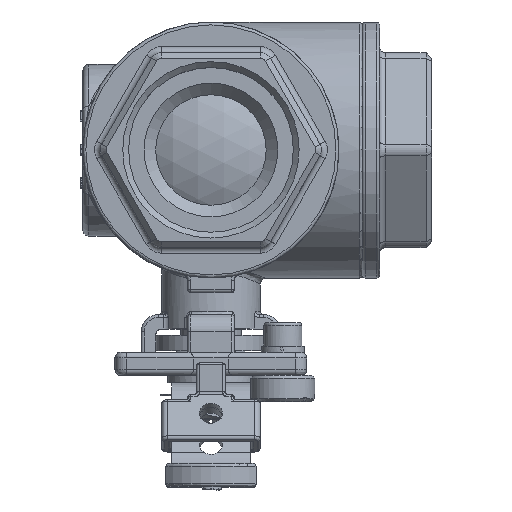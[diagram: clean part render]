
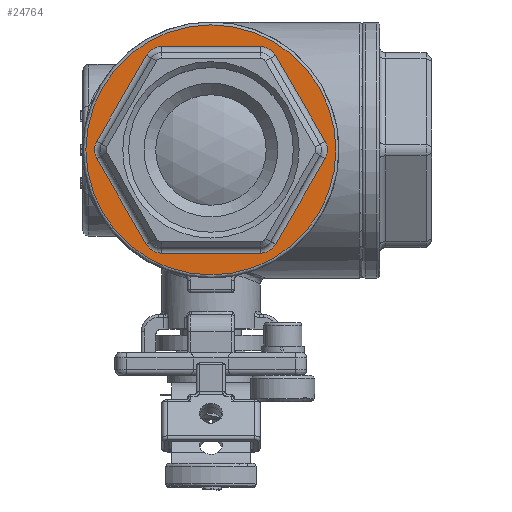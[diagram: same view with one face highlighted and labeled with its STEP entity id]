
A CAD part, top view. The second image highlights one B-rep face of the part: STEP entity #24764.
In plain terms, the highlighted planar face has unit normal (0, 0, 1).
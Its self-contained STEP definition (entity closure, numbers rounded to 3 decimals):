
#1792=LINE('',#46719,#3599);
#1793=LINE('',#46723,#3600);
#1794=LINE('',#46727,#3601);
#1795=LINE('',#46731,#3602);
#1796=LINE('',#46735,#3603);
#1797=LINE('',#46738,#3604);
#3599=VECTOR('',#30591,34.064);
#3600=VECTOR('',#30594,34.064);
#3601=VECTOR('',#30597,34.064);
#3602=VECTOR('',#30600,34.064);
#3603=VECTOR('',#30603,34.064);
#3604=VECTOR('',#30606,34.064);
#5641=FACE_BOUND('',#8378,.T.);
#6860=FACE_OUTER_BOUND('',#8377,.T.);
#8377=EDGE_LOOP('',(#20730));
#8378=EDGE_LOOP('',(#20731,#20732,#20733,#20734,#20735,#20736,#20737,#20738,
#20739,#20740,#20741,#20742));
#9022=CIRCLE('',#26148,43.);
#9043=CIRCLE('',#26194,6.);
#9044=CIRCLE('',#26195,6.);
#9045=CIRCLE('',#26196,6.);
#9046=CIRCLE('',#26197,6.);
#9047=CIRCLE('',#26198,6.);
#9048=CIRCLE('',#26199,6.);
#11107=VERTEX_POINT('',#46607);
#11140=VERTEX_POINT('',#46715);
#11141=VERTEX_POINT('',#46716);
#11142=VERTEX_POINT('',#46718);
#11143=VERTEX_POINT('',#46720);
#11144=VERTEX_POINT('',#46722);
#11145=VERTEX_POINT('',#46724);
#11146=VERTEX_POINT('',#46726);
#11147=VERTEX_POINT('',#46728);
#11148=VERTEX_POINT('',#46730);
#11149=VERTEX_POINT('',#46732);
#11150=VERTEX_POINT('',#46734);
#11151=VERTEX_POINT('',#46736);
#14342=EDGE_CURVE('',#11107,#11107,#9022,.T.);
#14392=EDGE_CURVE('',#11140,#11141,#9043,.T.);
#14393=EDGE_CURVE('',#11142,#11140,#1792,.T.);
#14394=EDGE_CURVE('',#11143,#11142,#9044,.T.);
#14395=EDGE_CURVE('',#11144,#11143,#1793,.T.);
#14396=EDGE_CURVE('',#11145,#11144,#9045,.T.);
#14397=EDGE_CURVE('',#11146,#11145,#1794,.T.);
#14398=EDGE_CURVE('',#11147,#11146,#9046,.T.);
#14399=EDGE_CURVE('',#11148,#11147,#1795,.T.);
#14400=EDGE_CURVE('',#11149,#11148,#9047,.T.);
#14401=EDGE_CURVE('',#11150,#11149,#1796,.T.);
#14402=EDGE_CURVE('',#11151,#11150,#9048,.T.);
#14403=EDGE_CURVE('',#11141,#11151,#1797,.T.);
#20730=ORIENTED_EDGE('',*,*,#14342,.F.);
#20731=ORIENTED_EDGE('',*,*,#14392,.F.);
#20732=ORIENTED_EDGE('',*,*,#14393,.F.);
#20733=ORIENTED_EDGE('',*,*,#14394,.F.);
#20734=ORIENTED_EDGE('',*,*,#14395,.F.);
#20735=ORIENTED_EDGE('',*,*,#14396,.F.);
#20736=ORIENTED_EDGE('',*,*,#14397,.F.);
#20737=ORIENTED_EDGE('',*,*,#14398,.F.);
#20738=ORIENTED_EDGE('',*,*,#14399,.F.);
#20739=ORIENTED_EDGE('',*,*,#14400,.F.);
#20740=ORIENTED_EDGE('',*,*,#14401,.F.);
#20741=ORIENTED_EDGE('',*,*,#14402,.F.);
#20742=ORIENTED_EDGE('',*,*,#14403,.F.);
#22094=PLANE('',#26193);
#24764=ADVANCED_FACE('',(#6860,#5641),#22094,.T.);
#26148=AXIS2_PLACEMENT_3D('',#46608,#30468,#30469);
#26193=AXIS2_PLACEMENT_3D('',#46714,#30587,#30588);
#26194=AXIS2_PLACEMENT_3D('',#46717,#30589,#30590);
#26195=AXIS2_PLACEMENT_3D('',#46721,#30592,#30593);
#26196=AXIS2_PLACEMENT_3D('',#46725,#30595,#30596);
#26197=AXIS2_PLACEMENT_3D('',#46729,#30598,#30599);
#26198=AXIS2_PLACEMENT_3D('',#46733,#30601,#30602);
#26199=AXIS2_PLACEMENT_3D('',#46737,#30604,#30605);
#30468=DIRECTION('center_axis',(0.,0.,-1.));
#30469=DIRECTION('ref_axis',(-1.,0.,0.));
#30587=DIRECTION('center_axis',(0.,0.,1.));
#30588=DIRECTION('ref_axis',(1.,0.,0.));
#30589=DIRECTION('center_axis',(0.,0.,1.));
#30590=DIRECTION('ref_axis',(-0.5,-0.866,0.));
#30591=DIRECTION('',(0.5,-0.866,0.));
#30592=DIRECTION('center_axis',(0.,0.,1.));
#30593=DIRECTION('ref_axis',(-1.,0.,0.));
#30594=DIRECTION('',(-0.5,-0.866,0.));
#30595=DIRECTION('center_axis',(0.,0.,1.));
#30596=DIRECTION('ref_axis',(-0.5,0.866,0.));
#30597=DIRECTION('',(-1.,0.,0.));
#30598=DIRECTION('center_axis',(0.,0.,1.));
#30599=DIRECTION('ref_axis',(0.5,0.866,0.));
#30600=DIRECTION('',(-0.5,0.866,0.));
#30601=DIRECTION('center_axis',(0.,0.,1.));
#30602=DIRECTION('ref_axis',(1.,0.,0.));
#30603=DIRECTION('',(0.5,0.866,0.));
#30604=DIRECTION('center_axis',(0.,0.,1.));
#30605=DIRECTION('ref_axis',(0.5,-0.866,0.));
#30606=DIRECTION('',(1.,0.,0.));
#46607=CARTESIAN_POINT('',(5.832,22.814,58.));
#46608=CARTESIAN_POINT('Origin',(-37.168,22.814,58.));
#46714=CARTESIAN_POINT('Origin',(-37.168,22.814,58.));
#46715=CARTESIAN_POINT('',(-59.396,-9.686,58.));
#46716=CARTESIAN_POINT('',(-54.2,-12.686,58.));
#46717=CARTESIAN_POINT('Origin',(-54.2,-6.686,58.));
#46718=CARTESIAN_POINT('',(-76.428,19.814,58.));
#46719=CARTESIAN_POINT('',(-72.17,12.439,58.));
#46720=CARTESIAN_POINT('',(-76.428,25.814,58.));
#46721=CARTESIAN_POINT('Origin',(-71.232,22.814,58.));
#46722=CARTESIAN_POINT('',(-59.396,55.314,58.));
#46723=CARTESIAN_POINT('',(-63.654,47.939,58.));
#46724=CARTESIAN_POINT('',(-54.2,58.314,58.));
#46725=CARTESIAN_POINT('Origin',(-54.2,52.314,58.));
#46726=CARTESIAN_POINT('',(-20.137,58.314,58.));
#46727=CARTESIAN_POINT('',(-28.652,58.314,58.));
#46728=CARTESIAN_POINT('',(-14.94,55.314,58.));
#46729=CARTESIAN_POINT('Origin',(-20.137,52.314,58.));
#46730=CARTESIAN_POINT('',(2.091,25.814,58.));
#46731=CARTESIAN_POINT('',(-2.167,33.189,58.));
#46732=CARTESIAN_POINT('',(2.091,19.814,58.));
#46733=CARTESIAN_POINT('Origin',(-3.105,22.814,58.));
#46734=CARTESIAN_POINT('',(-14.94,-9.686,58.));
#46735=CARTESIAN_POINT('',(-10.682,-2.311,58.));
#46736=CARTESIAN_POINT('',(-20.137,-12.686,58.));
#46737=CARTESIAN_POINT('Origin',(-20.137,-6.686,58.));
#46738=CARTESIAN_POINT('',(-45.684,-12.686,58.));
